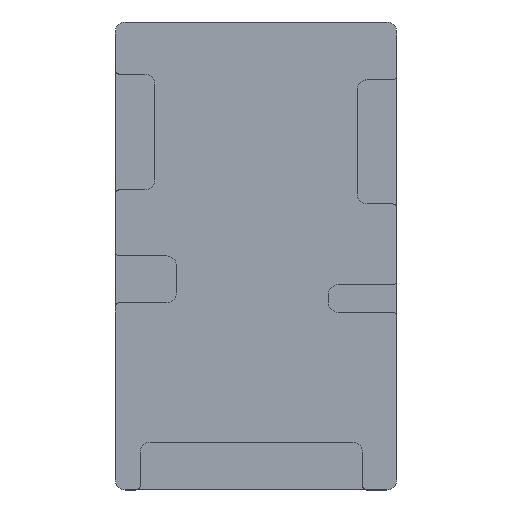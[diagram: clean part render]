
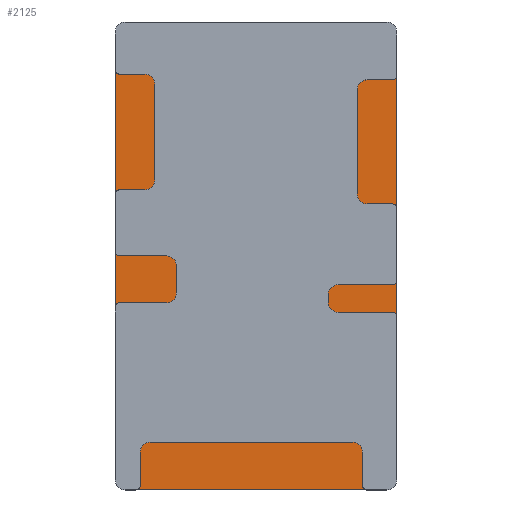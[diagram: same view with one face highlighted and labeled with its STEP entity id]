
A CAD part, top view. The second image highlights one B-rep face of the part: STEP entity #2125.
In plain terms, the highlighted planar face has unit normal (0, 0, 1).
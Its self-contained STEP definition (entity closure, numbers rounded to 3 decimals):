
#79=PLANE('',#2356);
#189=FACE_OUTER_BOUND('',#299,.T.);
#299=EDGE_LOOP('',(#1949,#1950,#1951,#1952,#1953,#1954,#1955,#1956));
#495=LINE('',#3590,#703);
#499=LINE('',#3602,#707);
#503=LINE('',#3614,#711);
#507=LINE('',#3626,#715);
#703=VECTOR('',#2951,10.);
#707=VECTOR('',#2963,10.);
#711=VECTOR('',#2975,10.);
#715=VECTOR('',#2987,10.);
#814=CIRCLE('',#2343,2.3);
#816=CIRCLE('',#2347,2.3);
#818=CIRCLE('',#2351,2.3);
#820=CIRCLE('',#2355,2.3);
#1015=VERTEX_POINT('',#3587);
#1016=VERTEX_POINT('',#3589);
#1018=VERTEX_POINT('',#3595);
#1020=VERTEX_POINT('',#3601);
#1022=VERTEX_POINT('',#3607);
#1024=VERTEX_POINT('',#3613);
#1026=VERTEX_POINT('',#3619);
#1028=VERTEX_POINT('',#3625);
#1319=EDGE_CURVE('',#1016,#1015,#495,.T.);
#1322=EDGE_CURVE('',#1018,#1016,#814,.T.);
#1325=EDGE_CURVE('',#1020,#1018,#499,.T.);
#1328=EDGE_CURVE('',#1022,#1020,#816,.T.);
#1331=EDGE_CURVE('',#1024,#1022,#503,.T.);
#1334=EDGE_CURVE('',#1026,#1024,#818,.T.);
#1337=EDGE_CURVE('',#1028,#1026,#507,.T.);
#1340=EDGE_CURVE('',#1015,#1028,#820,.T.);
#1949=ORIENTED_EDGE('',*,*,#1340,.T.);
#1950=ORIENTED_EDGE('',*,*,#1337,.T.);
#1951=ORIENTED_EDGE('',*,*,#1334,.T.);
#1952=ORIENTED_EDGE('',*,*,#1331,.T.);
#1953=ORIENTED_EDGE('',*,*,#1328,.T.);
#1954=ORIENTED_EDGE('',*,*,#1325,.T.);
#1955=ORIENTED_EDGE('',*,*,#1322,.T.);
#1956=ORIENTED_EDGE('',*,*,#1319,.T.);
#2125=ADVANCED_FACE('',(#189),#79,.T.);
#2343=AXIS2_PLACEMENT_3D('',#3596,#2957,#2958);
#2347=AXIS2_PLACEMENT_3D('',#3608,#2969,#2970);
#2351=AXIS2_PLACEMENT_3D('',#3620,#2981,#2982);
#2355=AXIS2_PLACEMENT_3D('',#3630,#2993,#2994);
#2356=AXIS2_PLACEMENT_3D('',#3631,#2995,#2996);
#2951=DIRECTION('',(-1.,0.,0.));
#2957=DIRECTION('center_axis',(0.,0.,1.));
#2958=DIRECTION('ref_axis',(1.,0.,0.));
#2963=DIRECTION('',(0.,1.,0.));
#2969=DIRECTION('center_axis',(0.,0.,1.));
#2970=DIRECTION('ref_axis',(0.,-1.,0.));
#2975=DIRECTION('',(1.,0.,0.));
#2981=DIRECTION('center_axis',(0.,0.,1.));
#2982=DIRECTION('ref_axis',(-1.,0.,0.));
#2987=DIRECTION('',(0.,-1.,0.));
#2993=DIRECTION('center_axis',(0.,0.,1.));
#2994=DIRECTION('ref_axis',(0.,1.,0.));
#2995=DIRECTION('center_axis',(0.,0.,1.));
#2996=DIRECTION('ref_axis',(1.,0.,0.));
#3587=CARTESIAN_POINT('',(-41.854,81.995,4.));
#3589=CARTESIAN_POINT('',(18.546,81.995,4.));
#3590=CARTESIAN_POINT('',(-41.854,81.995,4.));
#3595=CARTESIAN_POINT('',(20.846,79.695,4.));
#3596=CARTESIAN_POINT('Origin',(18.546,79.695,4.));
#3601=CARTESIAN_POINT('',(20.846,-23.705,4.));
#3602=CARTESIAN_POINT('',(20.846,79.695,4.));
#3607=CARTESIAN_POINT('',(18.546,-26.005,4.));
#3608=CARTESIAN_POINT('Origin',(18.546,-23.705,4.));
#3613=CARTESIAN_POINT('',(-41.854,-26.005,4.));
#3614=CARTESIAN_POINT('',(18.546,-26.005,4.));
#3619=CARTESIAN_POINT('',(-44.154,-23.705,4.));
#3620=CARTESIAN_POINT('Origin',(-41.854,-23.705,4.));
#3625=CARTESIAN_POINT('',(-44.154,79.695,4.));
#3626=CARTESIAN_POINT('',(-44.154,-23.705,4.));
#3630=CARTESIAN_POINT('Origin',(-41.854,79.695,4.));
#3631=CARTESIAN_POINT('Origin',(-11.654,27.995,4.));
